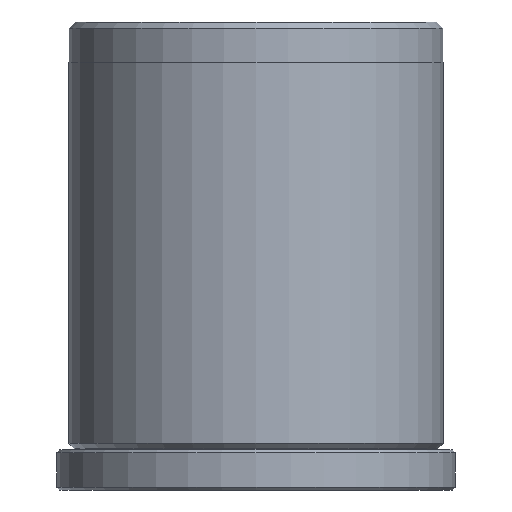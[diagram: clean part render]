
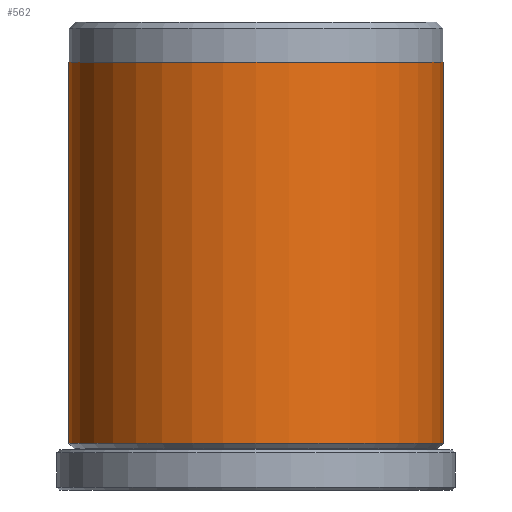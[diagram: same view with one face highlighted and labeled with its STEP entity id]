
A CAD part, front view. The second image highlights one B-rep face of the part: STEP entity #562.
In plain terms, the highlighted cylindrical face has radius 14 mm (diameter 28 mm), a partial arc.
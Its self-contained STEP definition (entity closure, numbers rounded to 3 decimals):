
#89 = AXIS2_PLACEMENT_3D ( 'NONE', #2744, #2983, #1821 ) ;
#104 = ORIENTED_EDGE ( 'NONE', *, *, #2376, .F. ) ;
#156 = ORIENTED_EDGE ( 'NONE', *, *, #554, .F. ) ;
#358 = DIRECTION ( 'NONE',  ( 0., 0., -1. ) ) ;
#368 = LINE ( 'NONE', #816, #2769 ) ;
#386 = DIRECTION ( 'NONE',  ( 0., 0., -1. ) ) ;
#406 = CARTESIAN_POINT ( 'NONE',  ( 14., 0., 35. ) ) ;
#461 = EDGE_LOOP ( 'NONE', ( #156, #2241, #1340, #104 ) ) ;
#554 = EDGE_CURVE ( 'NONE', #3008, #1027, #2490, .T. ) ;
#562 = ADVANCED_FACE ( 'NONE', ( #1802 ), #2942, .T. ) ;
#647 = EDGE_CURVE ( 'NONE', #1753, #3008, #1646, .T. ) ;
#660 = DIRECTION ( 'NONE',  ( 0., 0., -1. ) ) ;
#816 = CARTESIAN_POINT ( 'NONE',  ( -14., 0., 35. ) ) ;
#1027 = VERTEX_POINT ( 'NONE', #1577 ) ;
#1174 = CARTESIAN_POINT ( 'NONE',  ( 14., 0., 32. ) ) ;
#1340 = ORIENTED_EDGE ( 'NONE', *, *, #1989, .T. ) ;
#1577 = CARTESIAN_POINT ( 'NONE',  ( 14., 0., 3.5 ) ) ;
#1646 = CIRCLE ( 'NONE', #89, 14. ) ;
#1674 = VERTEX_POINT ( 'NONE', #2881 ) ;
#1686 = CIRCLE ( 'NONE', #1850, 14. ) ;
#1753 = VERTEX_POINT ( 'NONE', #2628 ) ;
#1765 = CARTESIAN_POINT ( 'NONE',  ( 0., 0., 3.5 ) ) ;
#1802 = FACE_OUTER_BOUND ( 'NONE', #461, .T. ) ;
#1821 = DIRECTION ( 'NONE',  ( 1., 0., 0. ) ) ;
#1850 = AXIS2_PLACEMENT_3D ( 'NONE', #1765, #358, #2005 ) ;
#1989 = EDGE_CURVE ( 'NONE', #1753, #1674, #368, .T. ) ;
#2005 = DIRECTION ( 'NONE',  ( -1., 0., 0. ) ) ;
#2241 = ORIENTED_EDGE ( 'NONE', *, *, #647, .F. ) ;
#2335 = AXIS2_PLACEMENT_3D ( 'NONE', #2926, #2712, #2891 ) ;
#2376 = EDGE_CURVE ( 'NONE', #1027, #1674, #1686, .T. ) ;
#2413 = VECTOR ( 'NONE', #386, 1000. ) ;
#2490 = LINE ( 'NONE', #406, #2413 ) ;
#2628 = CARTESIAN_POINT ( 'NONE',  ( -14., 0., 32. ) ) ;
#2712 = DIRECTION ( 'NONE',  ( 0., 0., -1. ) ) ;
#2744 = CARTESIAN_POINT ( 'NONE',  ( 0., 0., 32. ) ) ;
#2769 = VECTOR ( 'NONE', #660, 1000. ) ;
#2881 = CARTESIAN_POINT ( 'NONE',  ( -14., 0., 3.5 ) ) ;
#2891 = DIRECTION ( 'NONE',  ( -1., 0., 0. ) ) ;
#2926 = CARTESIAN_POINT ( 'NONE',  ( 0., 0., 35. ) ) ;
#2942 = CYLINDRICAL_SURFACE ( 'NONE', #2335, 14. ) ;
#2983 = DIRECTION ( 'NONE',  ( 0., 0., 1. ) ) ;
#3008 = VERTEX_POINT ( 'NONE', #1174 ) ;
